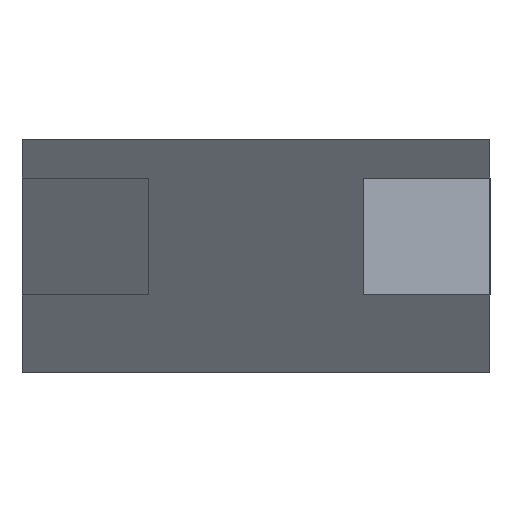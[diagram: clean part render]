
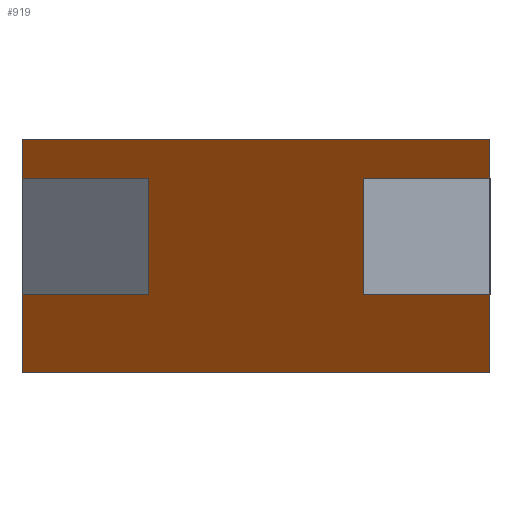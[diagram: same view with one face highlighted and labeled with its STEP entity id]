
A CAD part, left-side view. The second image highlights one B-rep face of the part: STEP entity #919.
In plain terms, the highlighted planar face has unit normal (-0.707, 0.707, 0).
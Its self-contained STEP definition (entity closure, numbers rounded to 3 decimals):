
#18 = ORIENTED_EDGE ( 'NONE', *, *, #1771, .F. ) ;
#35 = LINE ( 'NONE', #384, #764 ) ;
#61 = ORIENTED_EDGE ( 'NONE', *, *, #1094, .F. ) ;
#62 = VECTOR ( 'NONE', #1290, 1000. ) ;
#73 = CARTESIAN_POINT ( 'NONE',  ( 12., 12., 12. ) ) ;
#74 = DIRECTION ( 'NONE',  ( 0., 0., -1. ) ) ;
#105 = LINE ( 'NONE', #1012, #1502 ) ;
#112 = LINE ( 'NONE', #1135, #62 ) ;
#120 = CARTESIAN_POINT ( 'NONE',  ( 12., 12., 12. ) ) ;
#129 = VECTOR ( 'NONE', #1549, 1000. ) ;
#156 = VECTOR ( 'NONE', #1578, 1000. ) ;
#207 = EDGE_CURVE ( 'NONE', #661, #379, #1083, .T. ) ;
#223 = CARTESIAN_POINT ( 'NONE',  ( 5.5, 5.5, 4. ) ) ;
#238 = CARTESIAN_POINT ( 'NONE',  ( 12., 12., 4. ) ) ;
#248 = VERTEX_POINT ( 'NONE', #1538 ) ;
#262 = CARTESIAN_POINT ( 'NONE',  ( -12., -12., 12. ) ) ;
#263 = LINE ( 'NONE', #1847, #924 ) ;
#268 = CARTESIAN_POINT ( 'NONE',  ( -12., -12., 0. ) ) ;
#330 = DIRECTION ( 'NONE',  ( 0., 0., -1. ) ) ;
#373 = LINE ( 'NONE', #1780, #1550 ) ;
#379 = VERTEX_POINT ( 'NONE', #1475 ) ;
#384 = CARTESIAN_POINT ( 'NONE',  ( -12., -12., 0. ) ) ;
#397 = VERTEX_POINT ( 'NONE', #1766 ) ;
#431 = CARTESIAN_POINT ( 'NONE',  ( -5.5, -5.5, 4. ) ) ;
#460 = EDGE_CURVE ( 'NONE', #1653, #877, #373, .T. ) ;
#512 = EDGE_CURVE ( 'NONE', #248, #1390, #1839, .T. ) ;
#519 = LINE ( 'NONE', #73, #129 ) ;
#542 = DIRECTION ( 'NONE',  ( -0.707, -0.707, 0. ) ) ;
#566 = CARTESIAN_POINT ( 'NONE',  ( -12., -12., 10. ) ) ;
#571 = LINE ( 'NONE', #1085, #748 ) ;
#591 = LINE ( 'NONE', #262, #156 ) ;
#593 = CARTESIAN_POINT ( 'NONE',  ( 12., 12., 12. ) ) ;
#595 = EDGE_LOOP ( 'NONE', ( #1220, #674, #1354, #18, #1174, #1264, #1003, #1127, #61, #1765, #871, #725 ) ) ;
#600 = VECTOR ( 'NONE', #74, 1000. ) ;
#647 = CARTESIAN_POINT ( 'NONE',  ( 12., 12., 4. ) ) ;
#661 = VERTEX_POINT ( 'NONE', #238 ) ;
#666 = EDGE_CURVE ( 'NONE', #1108, #1485, #263, .T. ) ;
#674 = ORIENTED_EDGE ( 'NONE', *, *, #207, .T. ) ;
#725 = ORIENTED_EDGE ( 'NONE', *, *, #666, .F. ) ;
#748 = VECTOR ( 'NONE', #1898, 1000. ) ;
#764 = VECTOR ( 'NONE', #1109, 1000. ) ;
#765 = LINE ( 'NONE', #647, #957 ) ;
#783 = CARTESIAN_POINT ( 'NONE',  ( -12., -12., 12. ) ) ;
#784 = EDGE_CURVE ( 'NONE', #397, #877, #112, .T. ) ;
#842 = CARTESIAN_POINT ( 'NONE',  ( 12., 12., 10. ) ) ;
#864 = DIRECTION ( 'NONE',  ( -0.707, -0.707, 0. ) ) ;
#871 = ORIENTED_EDGE ( 'NONE', *, *, #1787, .T. ) ;
#877 = VERTEX_POINT ( 'NONE', #566 ) ;
#919 = ADVANCED_FACE ( 'NONE', ( #1567 ), #1246, .F. ) ;
#924 = VECTOR ( 'NONE', #1107, 1000. ) ;
#957 = VECTOR ( 'NONE', #1667, 1000. ) ;
#1003 = ORIENTED_EDGE ( 'NONE', *, *, #784, .T. ) ;
#1005 = VECTOR ( 'NONE', #1228, 1000. ) ;
#1012 = CARTESIAN_POINT ( 'NONE',  ( 12., 12., 10. ) ) ;
#1083 = LINE ( 'NONE', #120, #600 ) ;
#1085 = CARTESIAN_POINT ( 'NONE',  ( -5.5, -5.5, 4. ) ) ;
#1094 = EDGE_CURVE ( 'NONE', #1211, #1653, #1501, .T. ) ;
#1101 = EDGE_CURVE ( 'NONE', #661, #1108, #765, .T. ) ;
#1107 = DIRECTION ( 'NONE',  ( 0., 0., 1. ) ) ;
#1108 = VERTEX_POINT ( 'NONE', #223 ) ;
#1109 = DIRECTION ( 'NONE',  ( -0.707, -0.707, 0. ) ) ;
#1127 = ORIENTED_EDGE ( 'NONE', *, *, #460, .F. ) ;
#1135 = CARTESIAN_POINT ( 'NONE',  ( -5.5, -5.5, 10. ) ) ;
#1174 = ORIENTED_EDGE ( 'NONE', *, *, #512, .F. ) ;
#1181 = EDGE_CURVE ( 'NONE', #248, #397, #571, .T. ) ;
#1211 = VERTEX_POINT ( 'NONE', #593 ) ;
#1220 = ORIENTED_EDGE ( 'NONE', *, *, #1101, .F. ) ;
#1228 = DIRECTION ( 'NONE',  ( -0.707, -0.707, 0. ) ) ;
#1246 = PLANE ( 'NONE',  #1289 ) ;
#1264 = ORIENTED_EDGE ( 'NONE', *, *, #1181, .T. ) ;
#1289 = AXIS2_PLACEMENT_3D ( 'NONE', #1702, #1541, #1402 ) ;
#1290 = DIRECTION ( 'NONE',  ( -0.707, -0.707, 0. ) ) ;
#1312 = VERTEX_POINT ( 'NONE', #842 ) ;
#1354 = ORIENTED_EDGE ( 'NONE', *, *, #1623, .T. ) ;
#1378 = CARTESIAN_POINT ( 'NONE',  ( -12., -12., 12. ) ) ;
#1390 = VERTEX_POINT ( 'NONE', #1594 ) ;
#1402 = DIRECTION ( 'NONE',  ( 0.707, 0.707, 0. ) ) ;
#1429 = CARTESIAN_POINT ( 'NONE',  ( 5.5, 5.5, 10. ) ) ;
#1475 = CARTESIAN_POINT ( 'NONE',  ( 12., 12., 0. ) ) ;
#1485 = VERTEX_POINT ( 'NONE', #1429 ) ;
#1501 = LINE ( 'NONE', #783, #1005 ) ;
#1502 = VECTOR ( 'NONE', #542, 1000. ) ;
#1538 = CARTESIAN_POINT ( 'NONE',  ( -5.5, -5.5, 4. ) ) ;
#1541 = DIRECTION ( 'NONE',  ( 0.707, -0.707, 0. ) ) ;
#1549 = DIRECTION ( 'NONE',  ( 0., 0., -1. ) ) ;
#1550 = VECTOR ( 'NONE', #330, 1000. ) ;
#1557 = EDGE_CURVE ( 'NONE', #1211, #1312, #519, .T. ) ;
#1567 = FACE_OUTER_BOUND ( 'NONE', #595, .T. ) ;
#1578 = DIRECTION ( 'NONE',  ( 0., 0., -1. ) ) ;
#1594 = CARTESIAN_POINT ( 'NONE',  ( -12., -12., 4. ) ) ;
#1623 = EDGE_CURVE ( 'NONE', #379, #1708, #35, .T. ) ;
#1642 = VECTOR ( 'NONE', #864, 1000. ) ;
#1653 = VERTEX_POINT ( 'NONE', #1378 ) ;
#1667 = DIRECTION ( 'NONE',  ( -0.707, -0.707, 0. ) ) ;
#1702 = CARTESIAN_POINT ( 'NONE',  ( -12., -12., 12. ) ) ;
#1708 = VERTEX_POINT ( 'NONE', #268 ) ;
#1765 = ORIENTED_EDGE ( 'NONE', *, *, #1557, .T. ) ;
#1766 = CARTESIAN_POINT ( 'NONE',  ( -5.5, -5.5, 10. ) ) ;
#1771 = EDGE_CURVE ( 'NONE', #1390, #1708, #591, .T. ) ;
#1780 = CARTESIAN_POINT ( 'NONE',  ( -12., -12., 12. ) ) ;
#1787 = EDGE_CURVE ( 'NONE', #1312, #1485, #105, .T. ) ;
#1839 = LINE ( 'NONE', #431, #1642 ) ;
#1847 = CARTESIAN_POINT ( 'NONE',  ( 5.5, 5.5, 4. ) ) ;
#1898 = DIRECTION ( 'NONE',  ( 0., 0., 1. ) ) ;
